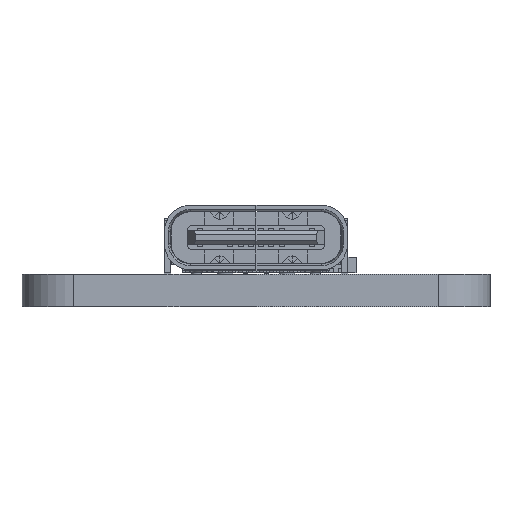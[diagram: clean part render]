
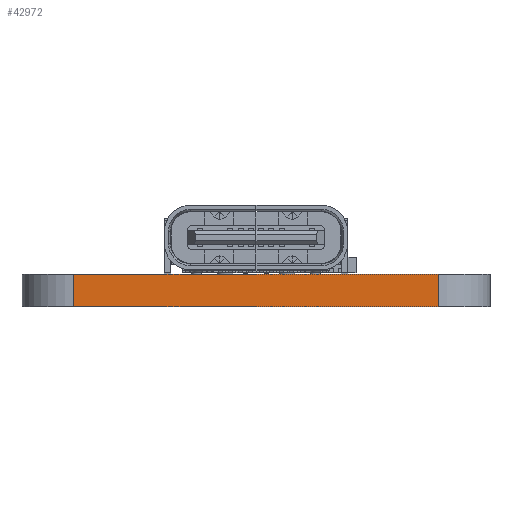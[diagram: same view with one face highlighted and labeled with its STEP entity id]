
A CAD part, left-side view. The second image highlights one B-rep face of the part: STEP entity #42972.
In plain terms, the highlighted planar face has unit normal (-1, 0, 0).
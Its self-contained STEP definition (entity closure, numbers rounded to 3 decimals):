
#41621 = VERTEX_POINT('',#41622);
#41622 = CARTESIAN_POINT('',(-19.05,8.89,0.));
#41629 = EDGE_CURVE('',#41630,#41621,#41632,.T.);
#41630 = VERTEX_POINT('',#41631);
#41631 = CARTESIAN_POINT('',(-19.05,-8.89,0.));
#41632 = LINE('',#41633,#41634);
#41633 = CARTESIAN_POINT('',(-19.05,-8.89,0.));
#41634 = VECTOR('',#41635,1.);
#41635 = DIRECTION('',(0.,1.,0.));
#42283 = VERTEX_POINT('',#42284);
#42284 = CARTESIAN_POINT('',(-19.05,8.89,1.6));
#42291 = EDGE_CURVE('',#42292,#42283,#42294,.T.);
#42292 = VERTEX_POINT('',#42293);
#42293 = CARTESIAN_POINT('',(-19.05,-8.89,1.6));
#42294 = LINE('',#42295,#42296);
#42295 = CARTESIAN_POINT('',(-19.05,-8.89,1.6));
#42296 = VECTOR('',#42297,1.);
#42297 = DIRECTION('',(0.,1.,0.));
#42942 = EDGE_CURVE('',#41621,#42283,#42943,.T.);
#42943 = LINE('',#42944,#42945);
#42944 = CARTESIAN_POINT('',(-19.05,8.89,0.));
#42945 = VECTOR('',#42946,1.);
#42946 = DIRECTION('',(0.,0.,1.));
#42972 = ADVANCED_FACE('',(#42973),#42984,.T.);
#42973 = FACE_BOUND('',#42974,.T.);
#42974 = EDGE_LOOP('',(#42975,#42981,#42982,#42983));
#42975 = ORIENTED_EDGE('',*,*,#42976,.T.);
#42976 = EDGE_CURVE('',#41630,#42292,#42977,.T.);
#42977 = LINE('',#42978,#42979);
#42978 = CARTESIAN_POINT('',(-19.05,-8.89,0.));
#42979 = VECTOR('',#42980,1.);
#42980 = DIRECTION('',(0.,0.,1.));
#42981 = ORIENTED_EDGE('',*,*,#42291,.T.);
#42982 = ORIENTED_EDGE('',*,*,#42942,.F.);
#42983 = ORIENTED_EDGE('',*,*,#41629,.F.);
#42984 = PLANE('',#42985);
#42985 = AXIS2_PLACEMENT_3D('',#42986,#42987,#42988);
#42986 = CARTESIAN_POINT('',(-19.05,-8.89,0.));
#42987 = DIRECTION('',(-1.,0.,0.));
#42988 = DIRECTION('',(0.,1.,0.));
